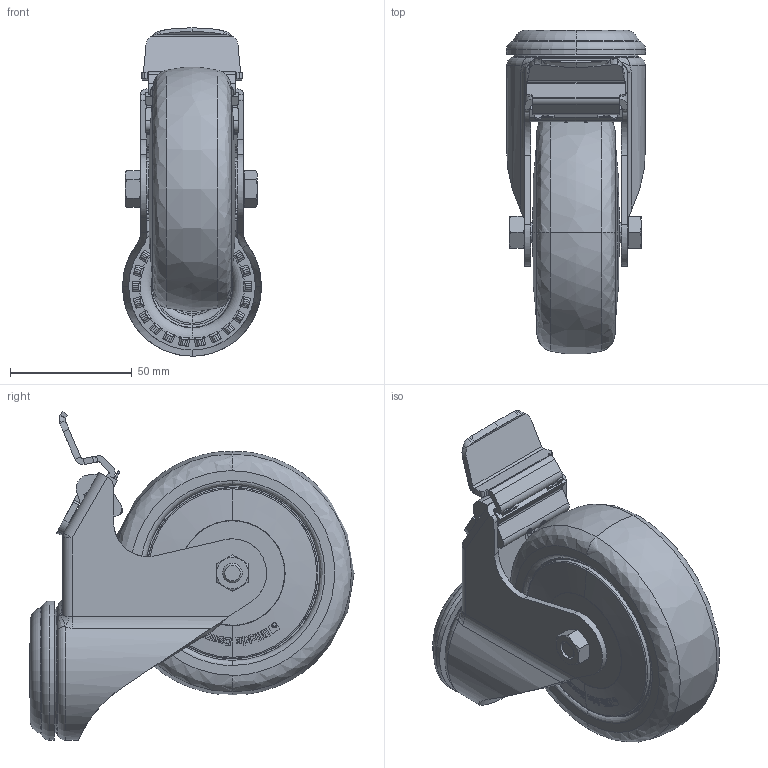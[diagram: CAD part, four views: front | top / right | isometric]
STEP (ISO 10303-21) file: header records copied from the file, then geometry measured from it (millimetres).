
FILE_DESCRIPTION (( 'STEP AP214' ), '1' );
FILE_NAME ('Accessories for aluminium profiles098S100TDN.step', '2017-05-15T07:12:17', ( '' ), ( '' ), 'SwSTEP 2.0', 'SolidWorks 2017', '' );
FILE_SCHEMA (( 'AUTOMOTIVE_DESIGN' ));
Length unit declared in the file: millimetre
Products named in the file (5): TPA_101_8K-FK_574202-214_selction no pls; 4DIN931M08048MS01; 4DIN934M08M; 098S___D a.Tab_098S100D; Accessories for aluminium profiles098S100TDN
Assembly tree (4 placements, depth 2):
  Accessories for aluminium profiles098S100TDN
    098S___D a.Tab_098S100D
    4DIN934M08M
    4DIN931M08048MS01
    TPA_101_8K-FK_574202-214_selction no pls
Bounding box: 57 x 132.86 x 134.57 mm (x, y, z)
Volume: 326848 mm3; surface area: 67433.1 mm2
Topology: 4 solids, 7 shells, 1779 faces, 4668 edges, 2995 vertices
Faces by surface type: plane 799, bspline 430, cylinder 338, torus 104, cone 104, sphere 4
Entity records: 87000 total; most frequent: CARTESIAN_POINT 41648, ORIENTED_EDGE 9320, DIRECTION 6365, EDGE_CURVE 4660, VERTEX_POINT 2993, VECTOR 2209, LINE 2209, AXIS2_PLACEMENT_3D 2078
